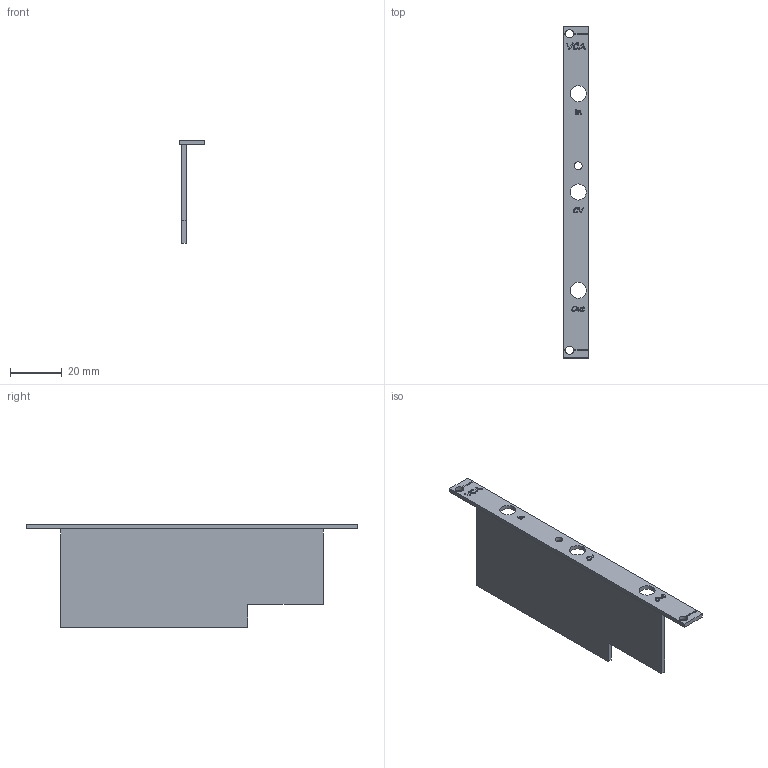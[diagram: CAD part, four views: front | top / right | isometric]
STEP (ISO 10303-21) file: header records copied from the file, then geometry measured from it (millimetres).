
FILE_DESCRIPTION (( 'STEP AP214' ), '1' );
FILE_NAME ('Slimline VCA Modul.STEP', '2022-05-15T06:01:59', ( '' ), ( '' ), 'SwSTEP 2.0', 'SolidWorks 2020', '' );
FILE_SCHEMA (( 'AUTOMOTIVE_DESIGN' ));
Length unit declared in the file: millimetre
Products named in the file (3): Slimline VCA Front; Teil2^Slimline VCA Modul; Slimline VCA Modul
Assembly tree (2 placements, depth 2):
  Slimline VCA Modul
    Slimline VCA Front
    Teil2^Slimline VCA Modul
Bounding box: 9.8 x 128.5 x 39.8 mm (x, y, z)
Volume: 7612.9 mm3; surface area: 10555.7 mm2
Topology: 2 solids, 2 shells, 223 faces, 621 edges, 414 vertices
Faces by surface type: bspline 163, plane 48, cylinder 12
Entity records: 16188 total; most frequent: CARTESIAN_POINT 9250, ORIENTED_EDGE 1242, EDGE_CURVE 621, DIRECTION 449, VERTEX_POINT 414, B_SPLINE_CURVE_WITH_KNOTS 326, VECTOR 271, LINE 271
